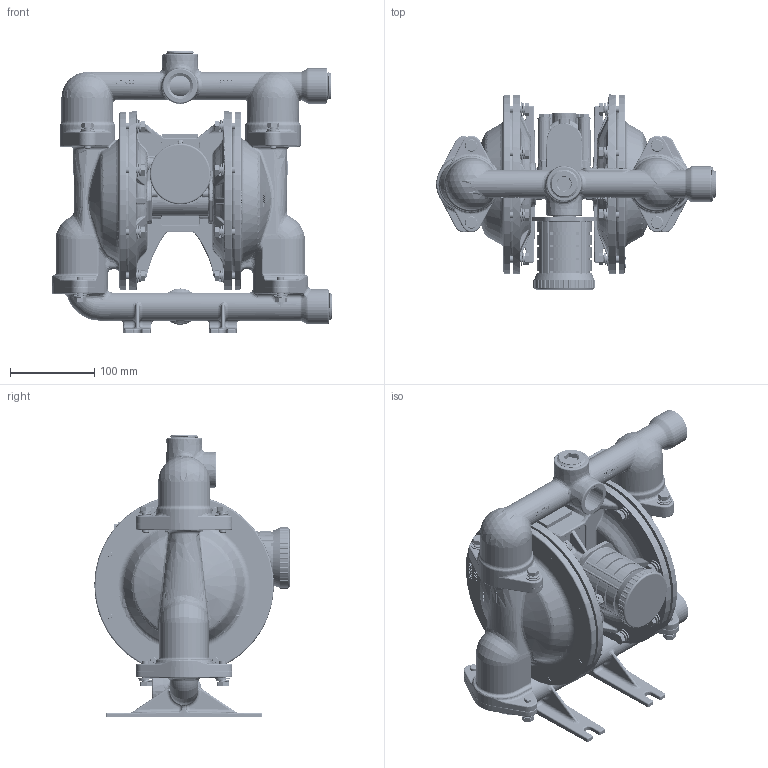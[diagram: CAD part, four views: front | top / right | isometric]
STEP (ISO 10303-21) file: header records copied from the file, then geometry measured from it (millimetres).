
FILE_DESCRIPTION((''),'2;1');
FILE_NAME('A101-XSX-T-ASSY_SW0002','2024-02-05T13:16:53',('10012362'),(''),'CREO PARAMETRIC BY PTC INC, 2022484','CREO PARAMETRIC BY PTC INC, 2022484','');
FILE_SCHEMA(('AP242_MANAGED_MODEL_BASED_3D_ENGINEERING_MIM_LF { 1 0 10303 442 1 1 4 }'));
Products named in the file (1): A101-XSX-T-ASSY_SW0002
Bounding box: 332.23 x 231.7 x 335.79 mm (x, y, z)
Volume: 5076388.6 mm3; surface area: 665964.7 mm2
Topology: 19 solids, 21 shells, 7070 faces, 17683 edges, 10844 vertices
Faces by surface type: plane 2283, bspline 2231, cylinder 1259, cone 551, torus 374, extrusion 296, sphere 76
Entity records: 471756 total; most frequent: CARTESIAN_POINT 296170, ORIENTED_EDGE 35126, DIRECTION 25500, EDGE_CURVE 17563, VERTEX_POINT 10840, AXIS2_PLACEMENT_3D 9376, EDGE_LOOP 7421, FACE_OUTER_BOUND 7032
